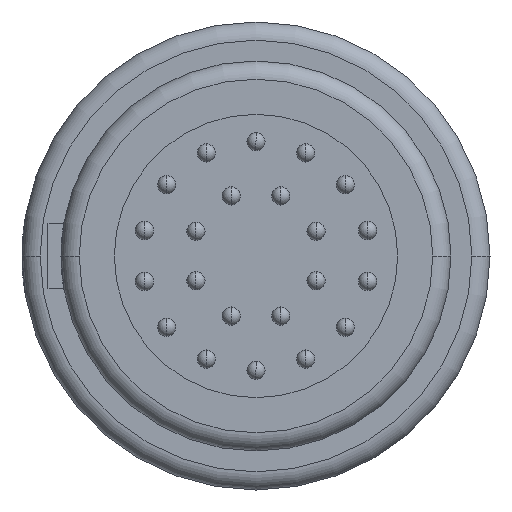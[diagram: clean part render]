
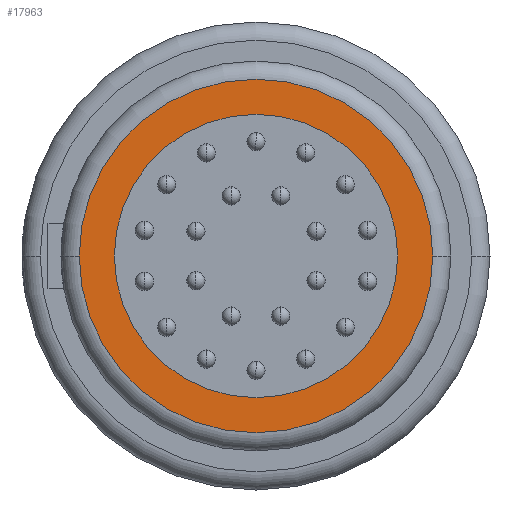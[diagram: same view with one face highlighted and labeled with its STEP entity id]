
A CAD part, left-side view. The second image highlights one B-rep face of the part: STEP entity #17963.
In plain terms, the highlighted planar face has unit normal (-1, 0, 0).
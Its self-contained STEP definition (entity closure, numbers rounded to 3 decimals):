
#5555=CARTESIAN_POINT('',(-17.1,0.,0.));
#5556=DIRECTION('',(1.,0.,0.));
#5557=DIRECTION('',(0.,1.,0.));
#5558=AXIS2_PLACEMENT_3D('',#5555,#5556,#5557);
#5577=CARTESIAN_POINT('',(-17.1,0.,0.));
#5578=DIRECTION('',(-1.,0.,0.));
#5579=DIRECTION('',(0.,1.,0.));
#5580=AXIS2_PLACEMENT_3D('',#5577,#5578,#5579);
#6979=CARTESIAN_POINT('',(-17.1,0.,0.));
#6980=DIRECTION('',(-1.,0.,0.));
#6981=DIRECTION('',(0.,-1.,0.));
#6982=AXIS2_PLACEMENT_3D('',#6979,#6980,#6981);
#6987=CARTESIAN_POINT('',(-17.1,0.,0.));
#6988=DIRECTION('',(-1.,0.,0.));
#6989=DIRECTION('',(0.,1.,0.));
#6990=AXIS2_PLACEMENT_3D('',#6987,#6988,#6989);
#8825=CARTESIAN_POINT('',(-17.1,5.45,0.));
#8826=CARTESIAN_POINT('',(-17.1,-5.45,0.));
#8827=VERTEX_POINT('',#8825);
#8828=VERTEX_POINT('',#8826);
#8855=CARTESIAN_POINT('',(-17.1,-6.8,0.));
#8856=CARTESIAN_POINT('',(-17.1,6.8,0.));
#8857=VERTEX_POINT('',#8855);
#8858=VERTEX_POINT('',#8856);
#17948=CARTESIAN_POINT('',(-17.1,0.,0.));
#17949=DIRECTION('',(1.,0.,0.));
#17950=DIRECTION('',(0.,-1.,0.));
#17951=AXIS2_PLACEMENT_3D('',#17948,#17949,#17950);
#17952=PLANE('',#17951);
#17954=ORIENTED_EDGE('',*,*,#17953,.F.);
#17956=ORIENTED_EDGE('',*,*,#17955,.F.);
#17957=EDGE_LOOP('',(#17954,#17956));
#17958=FACE_OUTER_BOUND('',#17957,.F.);
#17959=ORIENTED_EDGE('',*,*,#15515,.F.);
#17960=ORIENTED_EDGE('',*,*,#15562,.T.);
#17961=EDGE_LOOP('',(#17959,#17960));
#17962=FACE_BOUND('',#17961,.F.);
#5559=CIRCLE('',#5558,5.45);
#5581=CIRCLE('',#5580,5.45);
#6983=CIRCLE('',#6982,6.8);
#6991=CIRCLE('',#6990,6.8);
#15515=EDGE_CURVE('',#8827,#8828,#5559,.T.);
#15562=EDGE_CURVE('',#8827,#8828,#5581,.T.);
#17953=EDGE_CURVE('',#8857,#8858,#6983,.T.);
#17955=EDGE_CURVE('',#8858,#8857,#6991,.T.);
#17963=ADVANCED_FACE('',(#17958,#17962),#17952,.F.);
